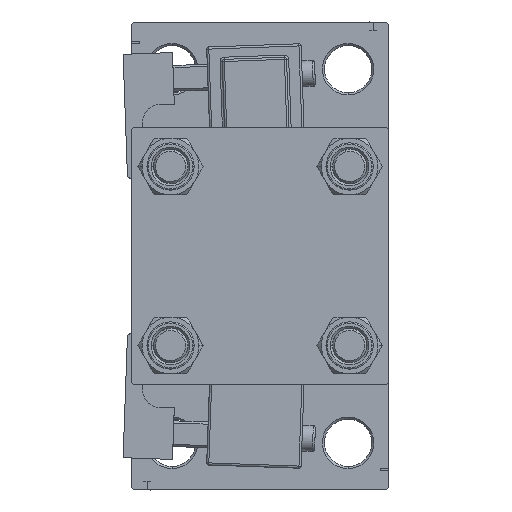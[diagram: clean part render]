
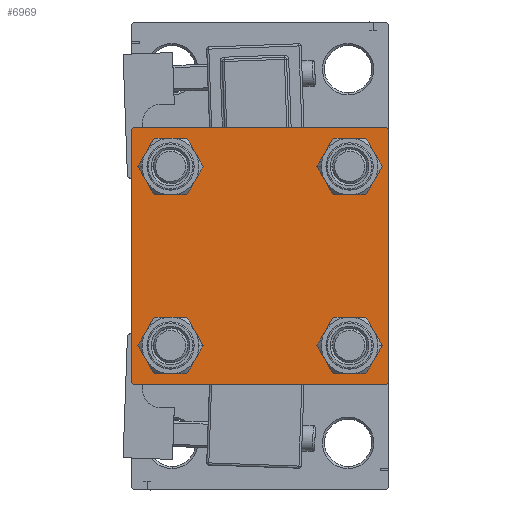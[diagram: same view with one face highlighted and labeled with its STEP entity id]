
A CAD part, left-side view. The second image highlights one B-rep face of the part: STEP entity #6969.
In plain terms, the highlighted planar face has unit normal (-1, 0, 0).
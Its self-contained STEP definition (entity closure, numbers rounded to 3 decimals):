
#336 = LINE ( 'NONE', #11767, #12697 ) ;
#385 = CARTESIAN_POINT ( 'NONE',  ( 0., -30., 30. ) ) ;
#396 = CIRCLE ( 'NONE', #18619, 4.5 ) ;
#1109 = ORIENTED_EDGE ( 'NONE', *, *, #7519, .T. ) ;
#1249 = DIRECTION ( 'NONE',  ( 1., 0., 0. ) ) ;
#1312 = DIRECTION ( 'NONE',  ( 0., -1., 0. ) ) ;
#1344 = ORIENTED_EDGE ( 'NONE', *, *, #10671, .T. ) ;
#1437 = LINE ( 'NONE', #9229, #49827 ) ;
#1484 = DIRECTION ( 'NONE',  ( 0., 0., 1. ) ) ;
#1795 = VERTEX_POINT ( 'NONE', #16493 ) ;
#2073 = FACE_BOUND ( 'NONE', #44216, .T. ) ;
#2614 = VERTEX_POINT ( 'NONE', #22326 ) ;
#2794 = AXIS2_PLACEMENT_3D ( 'NONE', #49788, #18068, #21982 ) ;
#3179 = ORIENTED_EDGE ( 'NONE', *, *, #10507, .T. ) ;
#3247 = CARTESIAN_POINT ( 'NONE',  ( 0., 20.85, -20.85 ) ) ;
#3432 = EDGE_CURVE ( 'NONE', #50917, #24111, #23474, .T. ) ;
#3610 = CIRCLE ( 'NONE', #43451, 4.5 ) ;
#4237 = EDGE_CURVE ( 'NONE', #48751, #45250, #8976, .T. ) ;
#4403 = ORIENTED_EDGE ( 'NONE', *, *, #33785, .T. ) ;
#5587 = DIRECTION ( 'NONE',  ( 0., -1., 0. ) ) ;
#6450 = FACE_BOUND ( 'NONE', #14858, .T. ) ;
#6857 = CARTESIAN_POINT ( 'NONE',  ( 0., -29.75, -29.75 ) ) ;
#6969 = ADVANCED_FACE ( 'NONE', ( #6450, #2073, #9855, #33267, #46220 ), #49111, .T. ) ;
#7401 = AXIS2_PLACEMENT_3D ( 'NONE', #50447, #23137, #15826 ) ;
#7519 = EDGE_CURVE ( 'NONE', #25186, #13712, #336, .T. ) ;
#7554 = CARTESIAN_POINT ( 'NONE',  ( 0., 30., 30. ) ) ;
#7898 = VERTEX_POINT ( 'NONE', #36258 ) ;
#8157 = ORIENTED_EDGE ( 'NONE', *, *, #50996, .T. ) ;
#8230 = CARTESIAN_POINT ( 'NONE',  ( 0., 30., -29.5 ) ) ;
#8508 = DIRECTION ( 'NONE',  ( 0., 0., 1. ) ) ;
#8976 = LINE ( 'NONE', #48488, #50739 ) ;
#8992 = CARTESIAN_POINT ( 'NONE',  ( 0., 20.85, -25.35 ) ) ;
#9229 = CARTESIAN_POINT ( 'NONE',  ( 0., 30., -30. ) ) ;
#9855 = FACE_BOUND ( 'NONE', #25858, .T. ) ;
#10002 = CIRCLE ( 'NONE', #11632, 4.5 ) ;
#10507 = EDGE_CURVE ( 'NONE', #45775, #7898, #26058, .T. ) ;
#10671 = EDGE_CURVE ( 'NONE', #22452, #1795, #396, .T. ) ;
#11548 = CARTESIAN_POINT ( 'NONE',  ( 0., -20.85, 25.35 ) ) ;
#11632 = AXIS2_PLACEMENT_3D ( 'NONE', #39942, #1249, #8508 ) ;
#11767 = CARTESIAN_POINT ( 'NONE',  ( 0., -29.75, 29.75 ) ) ;
#11898 = DIRECTION ( 'NONE',  ( 0., 0., 1. ) ) ;
#12697 = VECTOR ( 'NONE', #39814, 1000. ) ;
#12760 = AXIS2_PLACEMENT_3D ( 'NONE', #13907, #33939, #30043 ) ;
#13360 = AXIS2_PLACEMENT_3D ( 'NONE', #46755, #31648, #11898 ) ;
#13712 = VERTEX_POINT ( 'NONE', #26991 ) ;
#13907 = CARTESIAN_POINT ( 'NONE',  ( 0., 20.85, 20.85 ) ) ;
#14198 = EDGE_LOOP ( 'NONE', ( #35896, #41892, #46066, #50146, #25557, #1109, #25993, #50216 ) ) ;
#14858 = EDGE_LOOP ( 'NONE', ( #44711, #36489 ) ) ;
#15826 = DIRECTION ( 'NONE',  ( 0., 0., 1. ) ) ;
#16493 = CARTESIAN_POINT ( 'NONE',  ( 0., 20.85, -16.35 ) ) ;
#16584 = CARTESIAN_POINT ( 'NONE',  ( 0., 29.75, 29.75 ) ) ;
#17073 = EDGE_CURVE ( 'NONE', #2614, #48751, #39495, .T. ) ;
#17499 = CARTESIAN_POINT ( 'NONE',  ( 0., -20.85, 16.35 ) ) ;
#18068 = DIRECTION ( 'NONE',  ( 1., 0., 0. ) ) ;
#18619 = AXIS2_PLACEMENT_3D ( 'NONE', #3247, #38841, #42229 ) ;
#18843 = CARTESIAN_POINT ( 'NONE',  ( 0., 20.85, 25.35 ) ) ;
#19169 = CARTESIAN_POINT ( 'NONE',  ( 0., -29.5, -30. ) ) ;
#19688 = EDGE_CURVE ( 'NONE', #32954, #36355, #23157, .T. ) ;
#20796 = CIRCLE ( 'NONE', #13360, 4.5 ) ;
#20954 = CARTESIAN_POINT ( 'NONE',  ( 0., -20.85, -20.85 ) ) ;
#21808 = LINE ( 'NONE', #36907, #46467 ) ;
#21919 = CARTESIAN_POINT ( 'NONE',  ( 0., -30., -29.5 ) ) ;
#21982 = DIRECTION ( 'NONE',  ( 0., 0., 1. ) ) ;
#22054 = CARTESIAN_POINT ( 'NONE',  ( 0., -20.85, -16.35 ) ) ;
#22326 = CARTESIAN_POINT ( 'NONE',  ( 0., 30., 29.5 ) ) ;
#22452 = VERTEX_POINT ( 'NONE', #8992 ) ;
#23137 = DIRECTION ( 'NONE',  ( 1., 0., 0. ) ) ;
#23157 = CIRCLE ( 'NONE', #7401, 4.5 ) ;
#23474 = LINE ( 'NONE', #6857, #45730 ) ;
#23754 = ORIENTED_EDGE ( 'NONE', *, *, #36054, .T. ) ;
#24111 = VERTEX_POINT ( 'NONE', #21919 ) ;
#25119 = DIRECTION ( 'NONE',  ( 0., 0., 1. ) ) ;
#25186 = VERTEX_POINT ( 'NONE', #35666 ) ;
#25557 = ORIENTED_EDGE ( 'NONE', *, *, #46110, .F. ) ;
#25858 = EDGE_LOOP ( 'NONE', ( #8157, #1344 ) ) ;
#25865 = EDGE_CURVE ( 'NONE', #30230, #49903, #10002, .T. ) ;
#25958 = DIRECTION ( 'NONE',  ( -1., 0., 0. ) ) ;
#25993 = ORIENTED_EDGE ( 'NONE', *, *, #45011, .F. ) ;
#26058 = CIRCLE ( 'NONE', #34417, 4.5 ) ;
#26991 = CARTESIAN_POINT ( 'NONE',  ( 0., -29.5, 30. ) ) ;
#27372 = DIRECTION ( 'NONE',  ( 0., -0.707, 0.707 ) ) ;
#28043 = DIRECTION ( 'NONE',  ( 0., 0.707, -0.707 ) ) ;
#29879 = VECTOR ( 'NONE', #31825, 1000. ) ;
#30043 = DIRECTION ( 'NONE',  ( 0., 0., 1. ) ) ;
#30230 = VERTEX_POINT ( 'NONE', #44931 ) ;
#31565 = LINE ( 'NONE', #385, #29879 ) ;
#31648 = DIRECTION ( 'NONE',  ( 1., 0., 0. ) ) ;
#31825 = DIRECTION ( 'NONE',  ( 0., 0., -1. ) ) ;
#32954 = VERTEX_POINT ( 'NONE', #11548 ) ;
#33267 = FACE_BOUND ( 'NONE', #37335, .T. ) ;
#33533 = CIRCLE ( 'NONE', #12760, 4.5 ) ;
#33785 = EDGE_CURVE ( 'NONE', #49903, #30230, #33533, .T. ) ;
#33939 = DIRECTION ( 'NONE',  ( 1., 0., 0. ) ) ;
#34010 = CARTESIAN_POINT ( 'NONE',  ( 0., 0., 0. ) ) ;
#34417 = AXIS2_PLACEMENT_3D ( 'NONE', #48517, #45376, #25119 ) ;
#35666 = CARTESIAN_POINT ( 'NONE',  ( 0., -30., 29.5 ) ) ;
#35896 = ORIENTED_EDGE ( 'NONE', *, *, #17073, .T. ) ;
#36054 = EDGE_CURVE ( 'NONE', #7898, #45775, #3610, .T. ) ;
#36107 = EDGE_CURVE ( 'NONE', #36355, #32954, #40982, .T. ) ;
#36258 = CARTESIAN_POINT ( 'NONE',  ( 0., -20.85, -25.35 ) ) ;
#36355 = VERTEX_POINT ( 'NONE', #17499 ) ;
#36489 = ORIENTED_EDGE ( 'NONE', *, *, #36107, .T. ) ;
#36907 = CARTESIAN_POINT ( 'NONE',  ( 0., 30., 30. ) ) ;
#37087 = DIRECTION ( 'NONE',  ( 1., 0., 0. ) ) ;
#37335 = EDGE_LOOP ( 'NONE', ( #4403, #40580 ) ) ;
#38841 = DIRECTION ( 'NONE',  ( 1., 0., 0. ) ) ;
#39495 = LINE ( 'NONE', #7554, #50444 ) ;
#39814 = DIRECTION ( 'NONE',  ( 0., 0.707, 0.707 ) ) ;
#39942 = CARTESIAN_POINT ( 'NONE',  ( 0., 20.85, 20.85 ) ) ;
#39995 = LINE ( 'NONE', #16584, #44840 ) ;
#40580 = ORIENTED_EDGE ( 'NONE', *, *, #25865, .T. ) ;
#40982 = CIRCLE ( 'NONE', #2794, 4.5 ) ;
#41892 = ORIENTED_EDGE ( 'NONE', *, *, #4237, .T. ) ;
#42229 = DIRECTION ( 'NONE',  ( 0., 0., 1. ) ) ;
#42647 = DIRECTION ( 'NONE',  ( 0., 0., -1. ) ) ;
#43451 = AXIS2_PLACEMENT_3D ( 'NONE', #20954, #37087, #1484 ) ;
#44216 = EDGE_LOOP ( 'NONE', ( #3179, #23754 ) ) ;
#44328 = DIRECTION ( 'NONE',  ( 0., -0.707, -0.707 ) ) ;
#44711 = ORIENTED_EDGE ( 'NONE', *, *, #19688, .T. ) ;
#44840 = VECTOR ( 'NONE', #28043, 1000. ) ;
#44931 = CARTESIAN_POINT ( 'NONE',  ( 0., 20.85, 16.35 ) ) ;
#45011 = EDGE_CURVE ( 'NONE', #46906, #13712, #21808, .T. ) ;
#45250 = VERTEX_POINT ( 'NONE', #49806 ) ;
#45376 = DIRECTION ( 'NONE',  ( 1., 0., 0. ) ) ;
#45730 = VECTOR ( 'NONE', #27372, 1000. ) ;
#45775 = VERTEX_POINT ( 'NONE', #22054 ) ;
#46066 = ORIENTED_EDGE ( 'NONE', *, *, #50056, .T. ) ;
#46110 = EDGE_CURVE ( 'NONE', #25186, #24111, #31565, .T. ) ;
#46220 = FACE_OUTER_BOUND ( 'NONE', #14198, .T. ) ;
#46239 = EDGE_CURVE ( 'NONE', #46906, #2614, #39995, .T. ) ;
#46467 = VECTOR ( 'NONE', #1312, 1000. ) ;
#46755 = CARTESIAN_POINT ( 'NONE',  ( 0., 20.85, -20.85 ) ) ;
#46906 = VERTEX_POINT ( 'NONE', #49243 ) ;
#47544 = AXIS2_PLACEMENT_3D ( 'NONE', #34010, #25958, #49858 ) ;
#48488 = CARTESIAN_POINT ( 'NONE',  ( 0., 29.75, -29.75 ) ) ;
#48517 = CARTESIAN_POINT ( 'NONE',  ( 0., -20.85, -20.85 ) ) ;
#48751 = VERTEX_POINT ( 'NONE', #8230 ) ;
#49111 = PLANE ( 'NONE',  #47544 ) ;
#49243 = CARTESIAN_POINT ( 'NONE',  ( 0., 29.5, 30. ) ) ;
#49788 = CARTESIAN_POINT ( 'NONE',  ( 0., -20.85, 20.85 ) ) ;
#49806 = CARTESIAN_POINT ( 'NONE',  ( 0., 29.5, -30. ) ) ;
#49827 = VECTOR ( 'NONE', #5587, 1000. ) ;
#49858 = DIRECTION ( 'NONE',  ( 0., 0., 1. ) ) ;
#49903 = VERTEX_POINT ( 'NONE', #18843 ) ;
#50056 = EDGE_CURVE ( 'NONE', #45250, #50917, #1437, .T. ) ;
#50146 = ORIENTED_EDGE ( 'NONE', *, *, #3432, .T. ) ;
#50216 = ORIENTED_EDGE ( 'NONE', *, *, #46239, .T. ) ;
#50444 = VECTOR ( 'NONE', #42647, 1000. ) ;
#50447 = CARTESIAN_POINT ( 'NONE',  ( 0., -20.85, 20.85 ) ) ;
#50739 = VECTOR ( 'NONE', #44328, 1000. ) ;
#50917 = VERTEX_POINT ( 'NONE', #19169 ) ;
#50996 = EDGE_CURVE ( 'NONE', #1795, #22452, #20796, .T. ) ;
